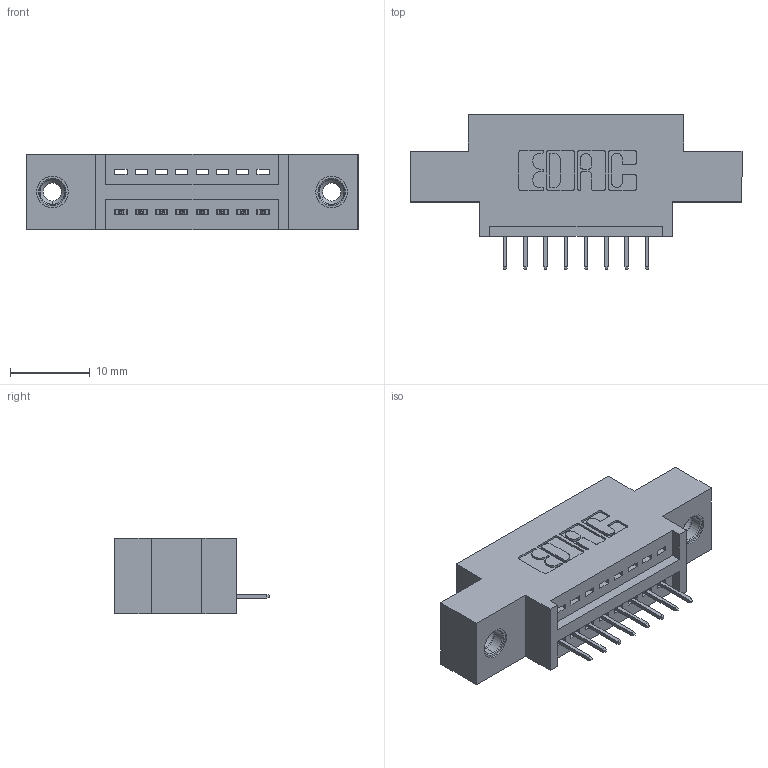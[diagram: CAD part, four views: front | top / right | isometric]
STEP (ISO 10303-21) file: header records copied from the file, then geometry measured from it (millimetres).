
FILE_DESCRIPTION (( 'STEP AP203' ), '1' );
FILE_NAME ('345-008-524-608.STEP', '2019-10-03T18:45:15', ( '' ), ( '' ), 'SwSTEP 2.0', 'SolidWorks 2016', '' );
FILE_SCHEMA (( 'CONFIG_CONTROL_DESIGN' ));
Length unit declared in the file: inch
Products named in the file (4): 345 Part_0.170 Offset - 0.156 Dia-TI; 345-008-524-608; 345-250-001_345-250-003-102; 345-292-001_345-293-124
Assembly tree (11 placements, depth 2):
  345-008-524-608
    345 Part_0.170 Offset - 0.156 Dia-TI
    345-292-001_345-293-124  x8
    345-250-001_345-250-003-102  x2
Bounding box: 41.53 x 19.35 x 9.4 mm (x, y, z)
Volume: 3514.5 mm3; surface area: 4252.9 mm2
Topology: 11 solids, 11 shells, 686 faces, 1929 edges, 1246 vertices
Faces by surface type: plane 484, cylinder 186, cone 12, torus 4
Entity records: 11990 total; most frequent: CARTESIAN_POINT 2059, ORIENTED_EDGE 1994, DIRECTION 1875, EDGE_CURVE 997, LINE 817, VECTOR 817, VERTEX_POINT 656, AXIS2_PLACEMENT_3D 529
